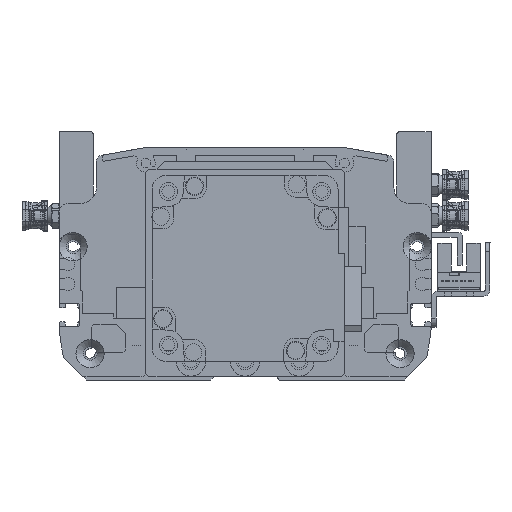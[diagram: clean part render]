
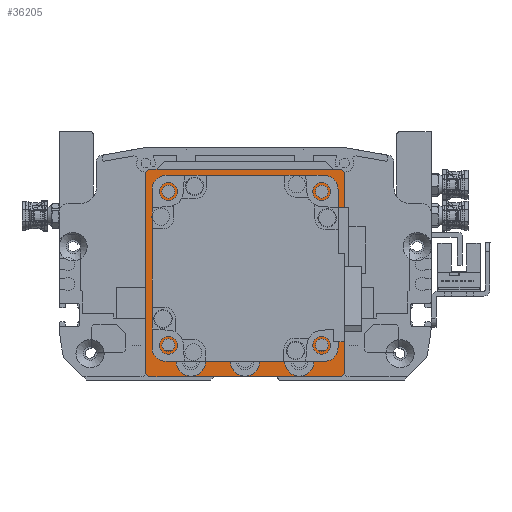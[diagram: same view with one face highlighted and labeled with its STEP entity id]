
A CAD part, front view. The second image highlights one B-rep face of the part: STEP entity #36205.
In plain terms, the highlighted face is planar.
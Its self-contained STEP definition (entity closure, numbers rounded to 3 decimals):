
#2734=FACE_BOUND('',#8701,.T.);
#2735=FACE_BOUND('',#8702,.T.);
#2736=FACE_BOUND('',#8703,.T.);
#2737=FACE_BOUND('',#8704,.T.);
#2738=FACE_BOUND('',#8705,.T.);
#2739=FACE_BOUND('',#8706,.T.);
#2740=FACE_BOUND('',#8707,.T.);
#2741=FACE_BOUND('',#8708,.T.);
#4480=CIRCLE('',#40362,25.);
#4481=CIRCLE('',#40363,2.067);
#4482=CIRCLE('',#40364,2.067);
#4483=CIRCLE('',#40365,2.067);
#4484=CIRCLE('',#40366,2.067);
#4485=CIRCLE('',#40367,4.75);
#4486=CIRCLE('',#40368,4.75);
#4487=CIRCLE('',#40369,4.75);
#6365=FACE_OUTER_BOUND('',#8700,.T.);
#8700=EDGE_LOOP('',(#31954,#31955,#31956,#31957,#31958,#31959,#31960,#31961));
#8701=EDGE_LOOP('',(#31962));
#8702=EDGE_LOOP('',(#31963));
#8703=EDGE_LOOP('',(#31964));
#8704=EDGE_LOOP('',(#31965));
#8705=EDGE_LOOP('',(#31966));
#8706=EDGE_LOOP('',(#31967));
#8707=EDGE_LOOP('',(#31968));
#8708=EDGE_LOOP('',(#31969));
#11353=LINE('',#64348,#14158);
#11355=LINE('',#64352,#14160);
#11358=LINE('',#64358,#14163);
#11359=LINE('',#64360,#14164);
#11360=LINE('',#64362,#14165);
#11361=LINE('',#64364,#14166);
#11362=LINE('',#64366,#14167);
#11363=LINE('',#64367,#14168);
#14158=VECTOR('',#49923,10.);
#14160=VECTOR('',#49927,10.);
#14163=VECTOR('',#49932,10.);
#14164=VECTOR('',#49933,10.);
#14165=VECTOR('',#49934,10.);
#14166=VECTOR('',#49935,10.);
#14167=VECTOR('',#49936,10.);
#14168=VECTOR('',#49937,10.);
#17606=VERTEX_POINT('',#64345);
#17607=VERTEX_POINT('',#64347);
#17608=VERTEX_POINT('',#64351);
#17610=VERTEX_POINT('',#64357);
#17611=VERTEX_POINT('',#64359);
#17612=VERTEX_POINT('',#64361);
#17613=VERTEX_POINT('',#64363);
#17614=VERTEX_POINT('',#64365);
#17615=VERTEX_POINT('',#64368);
#17616=VERTEX_POINT('',#64370);
#17617=VERTEX_POINT('',#64372);
#17618=VERTEX_POINT('',#64374);
#17619=VERTEX_POINT('',#64376);
#17620=VERTEX_POINT('',#64378);
#17621=VERTEX_POINT('',#64380);
#17622=VERTEX_POINT('',#64382);
#22486=EDGE_CURVE('',#17606,#17607,#11353,.T.);
#22488=EDGE_CURVE('',#17608,#17607,#11355,.T.);
#22491=EDGE_CURVE('',#17606,#17610,#11358,.T.);
#22492=EDGE_CURVE('',#17611,#17610,#11359,.T.);
#22493=EDGE_CURVE('',#17611,#17612,#11360,.T.);
#22494=EDGE_CURVE('',#17613,#17612,#11361,.T.);
#22495=EDGE_CURVE('',#17613,#17614,#11362,.T.);
#22496=EDGE_CURVE('',#17608,#17614,#11363,.T.);
#22497=EDGE_CURVE('',#17615,#17615,#4480,.T.);
#22498=EDGE_CURVE('',#17616,#17616,#4481,.T.);
#22499=EDGE_CURVE('',#17617,#17617,#4482,.T.);
#22500=EDGE_CURVE('',#17618,#17618,#4483,.T.);
#22501=EDGE_CURVE('',#17619,#17619,#4484,.T.);
#22502=EDGE_CURVE('',#17620,#17620,#4485,.T.);
#22503=EDGE_CURVE('',#17621,#17621,#4486,.T.);
#22504=EDGE_CURVE('',#17622,#17622,#4487,.T.);
#31954=ORIENTED_EDGE('',*,*,#22486,.F.);
#31955=ORIENTED_EDGE('',*,*,#22491,.T.);
#31956=ORIENTED_EDGE('',*,*,#22492,.F.);
#31957=ORIENTED_EDGE('',*,*,#22493,.T.);
#31958=ORIENTED_EDGE('',*,*,#22494,.F.);
#31959=ORIENTED_EDGE('',*,*,#22495,.T.);
#31960=ORIENTED_EDGE('',*,*,#22496,.F.);
#31961=ORIENTED_EDGE('',*,*,#22488,.T.);
#31962=ORIENTED_EDGE('',*,*,#22497,.T.);
#31963=ORIENTED_EDGE('',*,*,#22498,.T.);
#31964=ORIENTED_EDGE('',*,*,#22499,.T.);
#31965=ORIENTED_EDGE('',*,*,#22500,.T.);
#31966=ORIENTED_EDGE('',*,*,#22501,.T.);
#31967=ORIENTED_EDGE('',*,*,#22502,.T.);
#31968=ORIENTED_EDGE('',*,*,#22503,.T.);
#31969=ORIENTED_EDGE('',*,*,#22504,.T.);
#34420=PLANE('',#40361);
#36205=ADVANCED_FACE('',(#6365,#2734,#2735,#2736,#2737,#2738,#2739,#2740,
#2741),#34420,.T.);
#40361=AXIS2_PLACEMENT_3D('',#64356,#49930,#49931);
#40362=AXIS2_PLACEMENT_3D('',#64369,#49938,#49939);
#40363=AXIS2_PLACEMENT_3D('',#64371,#49940,#49941);
#40364=AXIS2_PLACEMENT_3D('',#64373,#49942,#49943);
#40365=AXIS2_PLACEMENT_3D('',#64375,#49944,#49945);
#40366=AXIS2_PLACEMENT_3D('',#64377,#49946,#49947);
#40367=AXIS2_PLACEMENT_3D('',#64379,#49948,#49949);
#40368=AXIS2_PLACEMENT_3D('',#64381,#49950,#49951);
#40369=AXIS2_PLACEMENT_3D('',#64383,#49952,#49953);
#49923=DIRECTION('',(0.707,0.707,0.));
#49927=DIRECTION('',(-1.,0.,0.));
#49930=DIRECTION('center_axis',(0.,0.,1.));
#49931=DIRECTION('ref_axis',(1.,0.,0.));
#49932=DIRECTION('',(0.,-1.,0.));
#49933=DIRECTION('',(-0.707,0.707,0.));
#49934=DIRECTION('',(1.,0.,0.));
#49935=DIRECTION('',(-0.707,-0.707,0.));
#49936=DIRECTION('',(0.,1.,0.));
#49937=DIRECTION('',(0.707,-0.707,0.));
#49938=DIRECTION('center_axis',(0.,0.,-1.));
#49939=DIRECTION('ref_axis',(1.,0.,0.));
#49940=DIRECTION('center_axis',(0.,0.,-1.));
#49941=DIRECTION('ref_axis',(1.,0.,0.));
#49942=DIRECTION('center_axis',(0.,0.,-1.));
#49943=DIRECTION('ref_axis',(1.,0.,0.));
#49944=DIRECTION('center_axis',(0.,0.,-1.));
#49945=DIRECTION('ref_axis',(1.,0.,0.));
#49946=DIRECTION('center_axis',(0.,0.,-1.));
#49947=DIRECTION('ref_axis',(1.,0.,0.));
#49948=DIRECTION('center_axis',(0.,0.,-1.));
#49949=DIRECTION('ref_axis',(1.,0.,0.));
#49950=DIRECTION('center_axis',(0.,0.,-1.));
#49951=DIRECTION('ref_axis',(1.,0.,0.));
#49952=DIRECTION('center_axis',(0.,0.,-1.));
#49953=DIRECTION('ref_axis',(1.,0.,0.));
#64345=CARTESIAN_POINT('',(-32.,31.,62.));
#64347=CARTESIAN_POINT('',(-31.,32.,62.));
#64348=CARTESIAN_POINT('',(-31.5,31.5,62.));
#64351=CARTESIAN_POINT('',(31.,32.,62.));
#64352=CARTESIAN_POINT('',(46.613,32.,62.));
#64356=CARTESIAN_POINT('Origin',(0.,0.,
62.));
#64357=CARTESIAN_POINT('',(-32.,-34.,62.));
#64358=CARTESIAN_POINT('',(-32.,35.,62.));
#64359=CARTESIAN_POINT('',(-31.,-35.,62.));
#64360=CARTESIAN_POINT('',(-32.25,-33.75,62.));
#64361=CARTESIAN_POINT('',(31.,-35.,62.));
#64362=CARTESIAN_POINT('',(-32.,-35.,62.));
#64363=CARTESIAN_POINT('',(32.,-34.,62.));
#64364=CARTESIAN_POINT('',(32.25,-33.75,62.));
#64365=CARTESIAN_POINT('',(32.,31.,62.));
#64366=CARTESIAN_POINT('',(32.,-35.,62.));
#64367=CARTESIAN_POINT('',(31.5,31.5,62.));
#64368=CARTESIAN_POINT('',(-25.,0.,62.));
#64369=CARTESIAN_POINT('Origin',(0.,0.,62.));
#64370=CARTESIAN_POINT('',(22.682,-24.749,62.));
#64371=CARTESIAN_POINT('Origin',(24.749,-24.749,62.));
#64372=CARTESIAN_POINT('',(22.682,24.749,62.));
#64373=CARTESIAN_POINT('Origin',(24.749,24.749,62.));
#64374=CARTESIAN_POINT('',(-26.816,24.749,62.));
#64375=CARTESIAN_POINT('Origin',(-24.749,24.749,62.));
#64376=CARTESIAN_POINT('',(-26.816,-24.749,62.));
#64377=CARTESIAN_POINT('Origin',(-24.749,-24.749,62.));
#64378=CARTESIAN_POINT('',(-4.75,-30.,62.));
#64379=CARTESIAN_POINT('Origin',(0.,-30.,62.));
#64380=CARTESIAN_POINT('',(12.75,-30.,62.));
#64381=CARTESIAN_POINT('Origin',(17.5,-30.,62.));
#64382=CARTESIAN_POINT('',(-22.25,-30.,62.));
#64383=CARTESIAN_POINT('Origin',(-17.5,-30.,62.));
